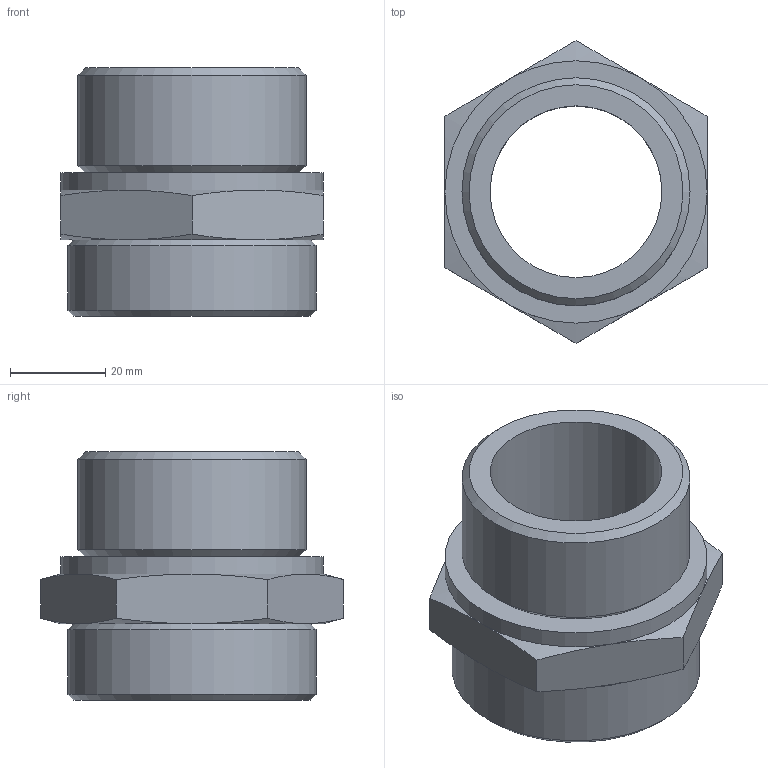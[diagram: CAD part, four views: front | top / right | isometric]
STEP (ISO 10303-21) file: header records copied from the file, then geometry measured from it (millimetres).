
FILE_DESCRIPTION(/* description */ ('STEP AP203'),/* implementation_level */ '2;1');
FILE_NAME(/* name */ 'Stud Connector GEV 42-01',/* time_stamp */ '2025-01-06T06:56:15+01:00',/* author */ ('License CC BY-ND 4.0'),/* organization */ ('CADENAS'),/* preprocessor_version */ 'ST-DEVELOPER v19.3',/* originating_system */ 'PARTsolutions',/* authorisation */ ' ');
FILE_SCHEMA (('CONFIG_CONTROL_DESIGN'));
Length unit declared in the file: millimetre
Products named in the file (1): Einschraubstutzen GEV 42-01
Bounding box: 55 x 63.51 x 52 mm (x, y, z)
Volume: 50837.4 mm3; surface area: 17848.1 mm2
Topology: 1 solids, 1 shells, 33 faces, 66 edges, 38 vertices
Faces by surface type: cone 17, plane 11, cylinder 5
Full cylindrical faces by diameter (mm): 36 x1, 42 x1, 47.803 x1, 52 x1, 55 x1
Entity records: 850 total; most frequent: CARTESIAN_POINT 200, DIRECTION 126, ORIENTED_EDGE 112, AXIS2_PLACEMENT_3D 60, EDGE_CURVE 56, EDGE_LOOP 48, FACE_BOUND 48, VERTEX_POINT 38
